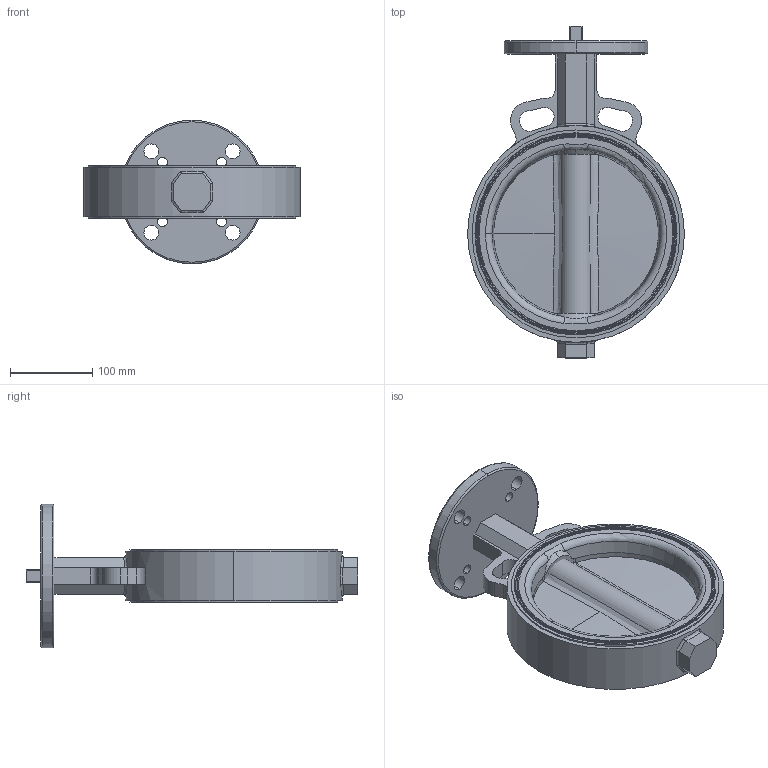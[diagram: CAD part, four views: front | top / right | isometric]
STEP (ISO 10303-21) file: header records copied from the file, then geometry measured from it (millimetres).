
FILE_DESCRIPTION (( 'STEP AP214' ), '1' );
FILE_NAME ('NS-0800-WAFER.step', '2019-03-07T20:55:19', ( '' ), ( '' ), 'SwSTEP 2.0', 'SolidWorks 2019', '' );
FILE_SCHEMA (( 'AUTOMOTIVE_DESIGN' ));
Length unit declared in the file: inch
Products named in the file (1): NS-0800-WAFER
Bounding box: 264 x 404.03 x 175 mm (x, y, z)
Surface area: 296188.8 mm2 (no closed solid volume)
Topology: 0 solids, 6 shells, 191 faces, 537 edges, 355 vertices
Faces by surface type: cylinder 62, plane 57, torus 26, bspline 24, cone 22
Entity records: 12680 total; most frequent: CARTESIAN_POINT 5365, ORIENTED_EDGE 1006, DIRECTION 982, EDGE_CURVE 537, AXIS2_PLACEMENT_3D 409, VERTEX_POINT 355, CIRCLE 241, EDGE_LOOP 228
